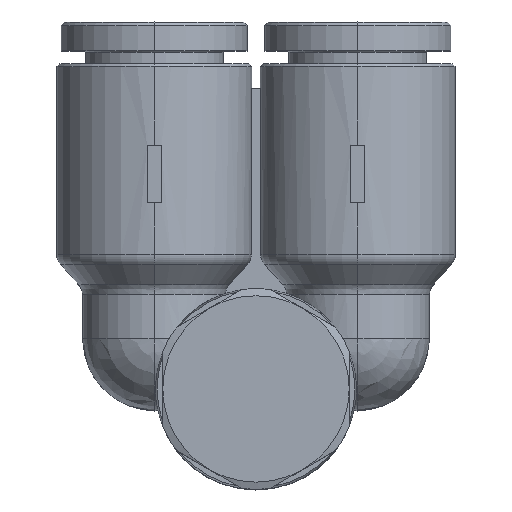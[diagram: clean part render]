
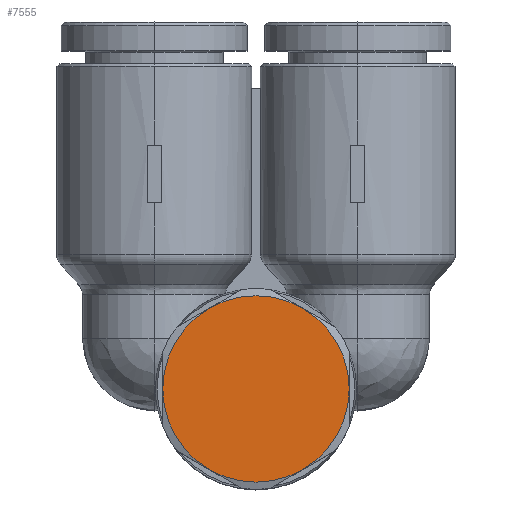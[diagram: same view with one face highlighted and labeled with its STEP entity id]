
A CAD part, top view. The second image highlights one B-rep face of the part: STEP entity #7555.
In plain terms, the highlighted planar face has unit normal (0, 0, 1).
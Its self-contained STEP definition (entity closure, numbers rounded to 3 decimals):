
#6932=CARTESIAN_POINT('',(2.,13.6,9.));
#6933=VERTEX_POINT('',#6932);
#6956=CARTESIAN_POINT('',(-3.629,10.35,9.));
#6957=VERTEX_POINT('',#6956);
#6971=CARTESIAN_POINT('',(2.,7.1,9.));
#6972=DIRECTION('',(0.0,0.0,1.0));
#6973=DIRECTION('',(0.0,-1.0,0.0));
#6974=AXIS2_PLACEMENT_3D('',#6971,#6972,#6973);
#6975=CIRCLE('',#6974,6.5);
#6976=EDGE_CURVE('',#6933,#6957,#6975,.T.);
#6986=CARTESIAN_POINT('',(-3.629,3.85,9.));
#6987=VERTEX_POINT('',#6986);
#7003=CARTESIAN_POINT('',(2.,7.1,9.));
#7004=DIRECTION('',(0.0,0.0,1.0));
#7005=DIRECTION('',(0.0,-1.0,0.0));
#7006=AXIS2_PLACEMENT_3D('',#7003,#7004,#7005);
#7007=CIRCLE('',#7006,6.5);
#7008=EDGE_CURVE('',#6957,#6987,#7007,.T.);
#7042=CARTESIAN_POINT('',(7.629,10.35,9.));
#7043=VERTEX_POINT('',#7042);
#7079=CARTESIAN_POINT('',(2.,7.1,9.));
#7080=DIRECTION('',(0.0,0.0,1.0));
#7081=DIRECTION('',(0.0,-1.0,0.0));
#7082=AXIS2_PLACEMENT_3D('',#7079,#7080,#7081);
#7083=CIRCLE('',#7082,6.5);
#7084=EDGE_CURVE('',#7043,#6933,#7083,.T.);
#7096=CARTESIAN_POINT('',(7.629,3.85,9.));
#7097=VERTEX_POINT('',#7096);
#7133=CARTESIAN_POINT('',(2.,7.1,9.));
#7134=DIRECTION('',(0.0,0.0,1.0));
#7135=DIRECTION('',(0.0,-1.0,0.0));
#7136=AXIS2_PLACEMENT_3D('',#7133,#7134,#7135);
#7137=CIRCLE('',#7136,6.5);
#7138=EDGE_CURVE('',#7097,#7043,#7137,.T.);
#7148=CARTESIAN_POINT('',(2.,0.6,9.));
#7149=VERTEX_POINT('',#7148);
#7165=CARTESIAN_POINT('',(2.,7.1,9.));
#7166=DIRECTION('',(0.0,0.0,1.0));
#7167=DIRECTION('',(0.0,-1.0,0.0));
#7168=AXIS2_PLACEMENT_3D('',#7165,#7166,#7167);
#7169=CIRCLE('',#7168,6.5);
#7170=EDGE_CURVE('',#6987,#7149,#7169,.T.);
#7239=CARTESIAN_POINT('',(2.,7.1,9.));
#7240=DIRECTION('',(0.0,0.0,1.0));
#7241=DIRECTION('',(0.0,-1.0,0.0));
#7242=AXIS2_PLACEMENT_3D('',#7239,#7240,#7241);
#7243=CIRCLE('',#7242,6.5);
#7244=EDGE_CURVE('',#7149,#7097,#7243,.T.);
#7542=CARTESIAN_POINT('',(2.,7.1,9.));
#7543=DIRECTION('',(0.0,0.0,-1.0));
#7544=DIRECTION('',(0.0,1.0,0.0));
#7545=AXIS2_PLACEMENT_3D('',#7542,#7543,#7544);
#7546=PLANE('',#7545);
#7547=ORIENTED_EDGE('',*,*,#7008,.T.);
#7548=ORIENTED_EDGE('',*,*,#7170,.T.);
#7549=ORIENTED_EDGE('',*,*,#7244,.T.);
#7550=ORIENTED_EDGE('',*,*,#7138,.T.);
#7551=ORIENTED_EDGE('',*,*,#7084,.T.);
#7552=ORIENTED_EDGE('',*,*,#6976,.T.);
#7553=EDGE_LOOP('',(#7547,#7548,#7549,#7550,#7551,#7552));
#7554=FACE_OUTER_BOUND('',#7553,.T.);
#7555=ADVANCED_FACE('',(#7554),#7546,.F.);
